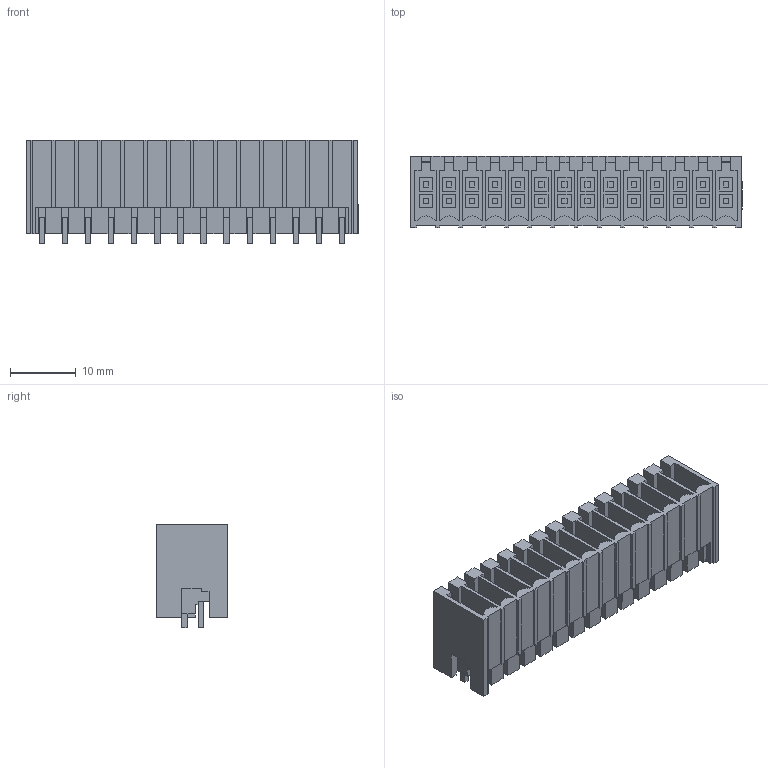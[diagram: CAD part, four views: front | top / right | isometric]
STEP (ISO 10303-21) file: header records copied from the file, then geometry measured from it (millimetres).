
FILE_DESCRIPTION(('CATIA V5 STEP Exchange','CAx-IF Rec.Pracs.--- Model Styling and Organization---1.2---2011-12-15'),'2;1');
FILE_NAME ('D1450735_0', '2018-03-29T12:01:52+00:00', ('none'), ('Weidmueller'), 'CATIA Version 5-6 Release 2014', 'CATIA V5 STEP AP214', 'none');
FILE_SCHEMA(('AUTOMOTIVE_DESIGN { 1 0 10303 214 1 1 1 1 }'));
Length unit declared in the file: millimetre
Products named in the file (1): 1290540000
Bounding box: 50.4 x 10.8 x 15.7 mm (x, y, z)
Volume: 4001.4 mm3; surface area: 8604.1 mm2
Topology: 29 solids, 29 shells, 961 faces, 2799 edges, 1937 vertices
Faces by surface type: plane 933, cylinder 28
Entity records: 28795 total; most frequent: ORIENTED_EDGE 5598, CARTESIAN_POINT 5163, DIRECTION 3651, EDGE_CURVE 2799, VECTOR 2743, LINE 2743, VERTEX_POINT 1937, EDGE_LOOP 1058
